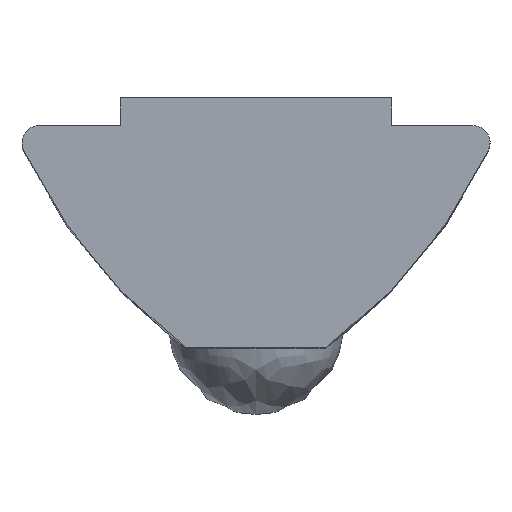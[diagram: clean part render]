
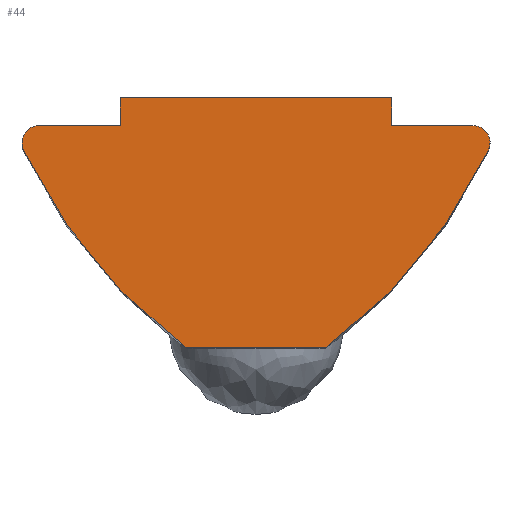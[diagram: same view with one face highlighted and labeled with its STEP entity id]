
A CAD part, top view. The second image highlights one B-rep face of the part: STEP entity #44.
In plain terms, the highlighted planar face has unit normal (0, 0, 1).
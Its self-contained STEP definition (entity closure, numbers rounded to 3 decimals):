
#3 = VERTEX_POINT ( 'NONE', #568 ) ;
#11 = EDGE_CURVE ( 'NONE', #745, #863, #894, .T. ) ;
#24 = VECTOR ( 'NONE', #761, 1000. ) ;
#29 = AXIS2_PLACEMENT_3D ( 'NONE', #317, #935, #632 ) ;
#44 = ADVANCED_FACE ( 'NONE', ( #248 ), #295, .T. ) ;
#75 = VERTEX_POINT ( 'NONE', #513 ) ;
#84 = ORIENTED_EDGE ( 'NONE', *, *, #269, .F. ) ;
#93 = EDGE_CURVE ( 'NONE', #745, #613, #191, .T. ) ;
#110 = DIRECTION ( 'NONE',  ( -1., 0., 0. ) ) ;
#117 = ORIENTED_EDGE ( 'NONE', *, *, #137, .F. ) ;
#121 = CARTESIAN_POINT ( 'NONE',  ( 0., -0.8, 22. ) ) ;
#137 = EDGE_CURVE ( 'NONE', #398, #650, #387, .T. ) ;
#142 = LINE ( 'NONE', #919, #384 ) ;
#168 = VERTEX_POINT ( 'NONE', #375 ) ;
#184 = AXIS2_PLACEMENT_3D ( 'NONE', #197, #804, #346 ) ;
#191 = LINE ( 'NONE', #219, #519 ) ;
#197 = CARTESIAN_POINT ( 'NONE',  ( -6.233, -1.3, 22. ) ) ;
#198 = DIRECTION ( 'NONE',  ( -1., 0., 0. ) ) ;
#214 = CIRCLE ( 'NONE', #541, 15. ) ;
#219 = CARTESIAN_POINT ( 'NONE',  ( -3.9, -0.4, 22. ) ) ;
#221 = EDGE_CURVE ( 'NONE', #3, #75, #142, .T. ) ;
#248 = FACE_OUTER_BOUND ( 'NONE', #250, .T. ) ;
#250 = EDGE_LOOP ( 'NONE', ( #84, #861, #758, #937, #874, #906, #844, #518, #117, #444, #822 ) ) ;
#269 = EDGE_CURVE ( 'NONE', #3, #168, #801, .T. ) ;
#272 = DIRECTION ( 'NONE',  ( 0., 0., -1. ) ) ;
#295 = PLANE ( 'NONE',  #637 ) ;
#308 = DIRECTION ( 'NONE',  ( 0., 0., -1. ) ) ;
#317 = CARTESIAN_POINT ( 'NONE',  ( 6.233, -1.3, 22. ) ) ;
#346 = DIRECTION ( 'NONE',  ( -1., 0., 0. ) ) ;
#359 = DIRECTION ( 'NONE',  ( 0., 0., 1. ) ) ;
#375 = CARTESIAN_POINT ( 'NONE',  ( 6.686, -1.513, 22. ) ) ;
#377 = CARTESIAN_POINT ( 'NONE',  ( -3.9, -0.8, 22. ) ) ;
#379 = DIRECTION ( 'NONE',  ( -1., 0., 0. ) ) ;
#384 = VECTOR ( 'NONE', #766, 1000. ) ;
#387 = CIRCLE ( 'NONE', #605, 15. ) ;
#398 = VERTEX_POINT ( 'NONE', #879 ) ;
#421 = EDGE_CURVE ( 'NONE', #959, #863, #480, .T. ) ;
#429 = VECTOR ( 'NONE', #497, 1000. ) ;
#444 = ORIENTED_EDGE ( 'NONE', *, *, #607, .T. ) ;
#447 = CARTESIAN_POINT ( 'NONE',  ( 0., -7.2, 22. ) ) ;
#451 = DIRECTION ( 'NONE',  ( 0., 1., 0. ) ) ;
#452 = CARTESIAN_POINT ( 'NONE',  ( -6.686, -1.513, 22. ) ) ;
#455 = CIRCLE ( 'NONE', #954, 0.5 ) ;
#458 = CARTESIAN_POINT ( 'NONE',  ( 3.9, 0., 22. ) ) ;
#464 = EDGE_CURVE ( 'NONE', #650, #959, #455, .T. ) ;
#480 = CIRCLE ( 'NONE', #184, 0.5 ) ;
#486 = EDGE_CURVE ( 'NONE', #638, #75, #905, .T. ) ;
#497 = DIRECTION ( 'NONE',  ( -1., 0., 0. ) ) ;
#507 = VERTEX_POINT ( 'NONE', #570 ) ;
#513 = CARTESIAN_POINT ( 'NONE',  ( 3.9, -0.8, 22. ) ) ;
#518 = ORIENTED_EDGE ( 'NONE', *, *, #464, .F. ) ;
#519 = VECTOR ( 'NONE', #451, 1000. ) ;
#541 = AXIS2_PLACEMENT_3D ( 'NONE', #922, #619, #379 ) ;
#568 = CARTESIAN_POINT ( 'NONE',  ( 6.233, -0.8, 22. ) ) ;
#570 = CARTESIAN_POINT ( 'NONE',  ( 2., -7.2, 22. ) ) ;
#605 = AXIS2_PLACEMENT_3D ( 'NONE', #841, #308, #840 ) ;
#607 = EDGE_CURVE ( 'NONE', #398, #507, #625, .T. ) ;
#613 = VERTEX_POINT ( 'NONE', #909 ) ;
#619 = DIRECTION ( 'NONE',  ( 0., 0., 1. ) ) ;
#623 = CARTESIAN_POINT ( 'NONE',  ( -6.233, -0.8, 22. ) ) ;
#625 = LINE ( 'NONE', #447, #24 ) ;
#632 = DIRECTION ( 'NONE',  ( -1., 0., 0. ) ) ;
#637 = AXIS2_PLACEMENT_3D ( 'NONE', #974, #359, #831 ) ;
#638 = VERTEX_POINT ( 'NONE', #458 ) ;
#650 = VERTEX_POINT ( 'NONE', #452 ) ;
#679 = VECTOR ( 'NONE', #198, 1000. ) ;
#712 = CARTESIAN_POINT ( 'NONE',  ( -6.733, -1.3, 22. ) ) ;
#716 = EDGE_CURVE ( 'NONE', #507, #168, #214, .T. ) ;
#721 = CARTESIAN_POINT ( 'NONE',  ( -6.233, -1.3, 22. ) ) ;
#745 = VERTEX_POINT ( 'NONE', #377 ) ;
#758 = ORIENTED_EDGE ( 'NONE', *, *, #486, .F. ) ;
#761 = DIRECTION ( 'NONE',  ( 1., 0., 0. ) ) ;
#766 = DIRECTION ( 'NONE',  ( -1., 0., 0. ) ) ;
#769 = LINE ( 'NONE', #878, #429 ) ;
#801 = CIRCLE ( 'NONE', #29, 0.5 ) ;
#804 = DIRECTION ( 'NONE',  ( 0., 0., -1. ) ) ;
#806 = CARTESIAN_POINT ( 'NONE',  ( 3.9, -0.4, 22. ) ) ;
#822 = ORIENTED_EDGE ( 'NONE', *, *, #716, .T. ) ;
#831 = DIRECTION ( 'NONE',  ( 1., 0., 0. ) ) ;
#840 = DIRECTION ( 'NONE',  ( -1., 0., 0. ) ) ;
#841 = CARTESIAN_POINT ( 'NONE',  ( 6.879, 4.89, 22. ) ) ;
#844 = ORIENTED_EDGE ( 'NONE', *, *, #421, .F. ) ;
#845 = VECTOR ( 'NONE', #951, 1000. ) ;
#861 = ORIENTED_EDGE ( 'NONE', *, *, #221, .T. ) ;
#863 = VERTEX_POINT ( 'NONE', #623 ) ;
#874 = ORIENTED_EDGE ( 'NONE', *, *, #93, .F. ) ;
#878 = CARTESIAN_POINT ( 'NONE',  ( 0., 0., 22. ) ) ;
#879 = CARTESIAN_POINT ( 'NONE',  ( -2., -7.2, 22. ) ) ;
#894 = LINE ( 'NONE', #121, #679 ) ;
#903 = EDGE_CURVE ( 'NONE', #638, #613, #769, .T. ) ;
#905 = LINE ( 'NONE', #806, #845 ) ;
#906 = ORIENTED_EDGE ( 'NONE', *, *, #11, .T. ) ;
#909 = CARTESIAN_POINT ( 'NONE',  ( -3.9, 0., 22. ) ) ;
#919 = CARTESIAN_POINT ( 'NONE',  ( 0., -0.8, 22. ) ) ;
#922 = CARTESIAN_POINT ( 'NONE',  ( -6.879, 4.89, 22. ) ) ;
#935 = DIRECTION ( 'NONE',  ( 0., 0., -1. ) ) ;
#937 = ORIENTED_EDGE ( 'NONE', *, *, #903, .T. ) ;
#951 = DIRECTION ( 'NONE',  ( 0., -1., 0. ) ) ;
#954 = AXIS2_PLACEMENT_3D ( 'NONE', #721, #272, #110 ) ;
#959 = VERTEX_POINT ( 'NONE', #712 ) ;
#974 = CARTESIAN_POINT ( 'NONE',  ( 0., 0., 22. ) ) ;
